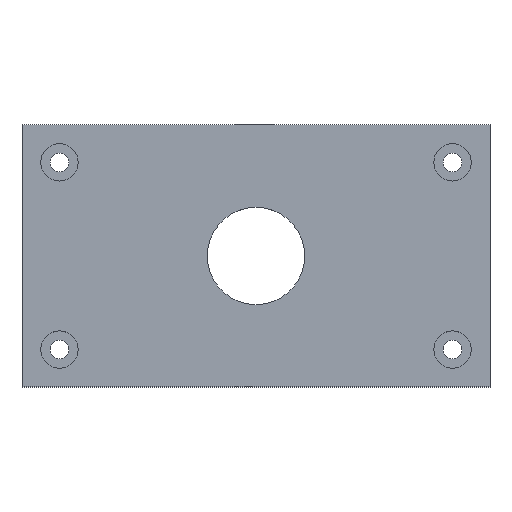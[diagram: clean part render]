
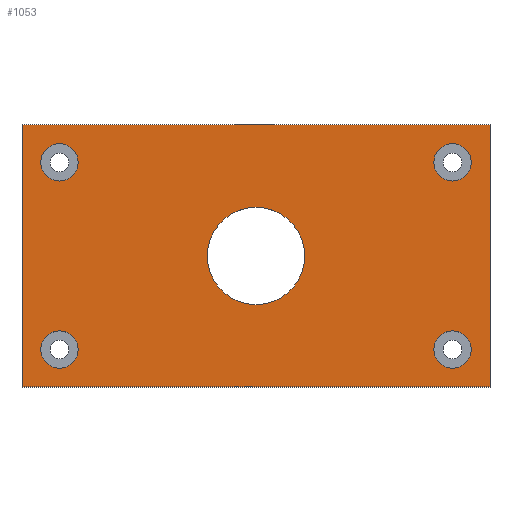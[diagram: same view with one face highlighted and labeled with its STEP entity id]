
A CAD part, top view. The second image highlights one B-rep face of the part: STEP entity #1053.
In plain terms, the highlighted planar face has unit normal (0, 0, 1).
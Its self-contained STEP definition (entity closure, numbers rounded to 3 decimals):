
#711=CARTESIAN_POINT('POINT51',(0.197,0.,
   0.591));
#712=VERTEX_POINT('VERTEX51',#711);
#720=CARTESIAN_POINT('POINT52',(-0.197,0.,0.591));
#721=VERTEX_POINT('VERTEX52',#720);
#728=CARTESIAN_POINT('POS79',(0.,0.,0.591));
#729=DIRECTION('DIR117',(0.,0.,-1.));
#730=DIRECTION('DIR118',(1.,0.,0.));
#731=AXIS2_PLACEMENT_3D('AXIS39',#728,#729,#730);
#732=CIRCLE('ELLIPSE20',#731,0.197);
#733=EDGE_CURVE('EDGE71',#712,#721,#732,.T.);
#744=EDGE_CURVE('EDGE72',#721,#712,#732,.T.);
#751=CARTESIAN_POINT('POINT53',(-3.937,0.,
   0.591));
#752=VERTEX_POINT('VERTEX53',#751);
#760=CARTESIAN_POINT('POINT54',(-4.331,0.,0.591));
#761=VERTEX_POINT('VERTEX54',#760);
#768=CARTESIAN_POINT('POS83',(-4.134,0.,0.591));
#769=DIRECTION('DIR123',(0.,0.,-1.));
#770=DIRECTION('DIR124',(1.,0.,0.));
#771=AXIS2_PLACEMENT_3D('AXIS41',#768,#769,#770);
#772=CIRCLE('ELLIPSE21',#771,0.197);
#773=EDGE_CURVE('EDGE75',#752,#761,#772,.T.);
#784=EDGE_CURVE('EDGE76',#761,#752,#772,.T.);
#791=CARTESIAN_POINT('POINT55',(-3.937,-1.969,
   0.591));
#792=VERTEX_POINT('VERTEX55',#791);
#800=CARTESIAN_POINT('POINT56',(-4.331,-1.969,
   0.591));
#801=VERTEX_POINT('VERTEX56',#800);
#808=CARTESIAN_POINT('POS87',(-4.134,-1.969,
   0.591));
#809=DIRECTION('DIR129',(0.,0.,-1.));
#810=DIRECTION('DIR130',(1.,0.,0.));
#811=AXIS2_PLACEMENT_3D('AXIS43',#808,#809,#810);
#812=CIRCLE('ELLIPSE22',#811,0.197);
#813=EDGE_CURVE('EDGE79',#792,#801,#812,.T.);
#824=EDGE_CURVE('EDGE80',#801,#792,#812,.T.);
#834=CARTESIAN_POINT('POINT57',(-4.528,0.394,
   0.591));
#835=VERTEX_POINT('VERTEX57',#834);
#842=CARTESIAN_POINT('POINT58',(0.394,0.394,0.591)
   );
#843=VERTEX_POINT('VERTEX58',#842);
#844=CARTESIAN_POINT('POS90',(0.197,0.394,0.591))
   ;
#845=DIRECTION('DIR134',(1.,0.,0.));
#846=VECTOR('VEC46',#845,1.);
#847=LINE('STRAIGHT46',#844,#846);
#848=EDGE_CURVE('EDGE82',#835,#843,#847,.T.);
#868=CARTESIAN_POINT('POINT59',(0.394,-2.362,
   0.591));
#869=VERTEX_POINT('VERTEX59',#868);
#870=CARTESIAN_POINT('POS93',(0.394,-1.181,0.591)
   );
#871=DIRECTION('DIR138',(0.,-1.,0.));
#872=VECTOR('VEC48',#871,1.);
#873=LINE('STRAIGHT48',#870,#872);
#874=EDGE_CURVE('EDGE84',#843,#869,#873,.T.);
#892=CARTESIAN_POINT('POINT60',(-4.528,-2.362,
   0.591));
#893=VERTEX_POINT('VERTEX60',#892);
#894=CARTESIAN_POINT('POS96',(-2.264,-2.362,
   0.591));
#895=DIRECTION('DIR142',(-1.,0.,0.));
#896=VECTOR('VEC50',#895,1.);
#897=LINE('STRAIGHT50',#894,#896);
#898=EDGE_CURVE('EDGE86',#869,#893,#897,.T.);
#916=CARTESIAN_POINT('POS99',(-4.528,0.197,
   0.591));
#917=DIRECTION('DIR146',(0.,1.,0.));
#918=VECTOR('VEC52',#917,1.);
#919=LINE('STRAIGHT52',#916,#918);
#920=EDGE_CURVE('EDGE88',#893,#835,#919,.T.);
#931=CARTESIAN_POINT('POINT61',(-2.579,-0.984,
   0.591));
#932=VERTEX_POINT('VERTEX61',#931);
#939=CARTESIAN_POINT('POINT62',(-1.555,-0.984,
   0.591));
#940=VERTEX_POINT('VERTEX62',#939);
#941=CARTESIAN_POINT('POS102',(-2.067,-0.984,
   0.591));
#942=DIRECTION('DIR150',(0.,0.,-1.));
#943=DIRECTION('DIR151',(-1.,0.,0.));
#944=AXIS2_PLACEMENT_3D('AXIS49',#941,#942,#943);
#945=CIRCLE('ELLIPSE23',#944,0.512);
#946=EDGE_CURVE('EDGE90',#932,#940,#945,.F.);
#966=EDGE_CURVE('EDGE92',#940,#932,#945,.F.);
#1011=ORIENTED_EDGE('COEDGE179',*,*,#966,.F.);
#1012=ORIENTED_EDGE('COEDGE180',*,*,#946,.F.);
#1013=EDGE_LOOP('NONE',(#1011,#1012));
#1014=FACE_BOUND('LOOP1',#1013,.T.);
#1015=ORIENTED_EDGE('COEDGE181',*,*,#920,.F.);
#1016=ORIENTED_EDGE('COEDGE182',*,*,#898,.F.);
#1017=ORIENTED_EDGE('COEDGE183',*,*,#874,.F.);
#1018=ORIENTED_EDGE('COEDGE184',*,*,#848,.F.);
#1019=EDGE_LOOP('NONE',(#1015,#1016,#1017,#1018));
#1020=FACE_BOUND('LOOP1',#1019,.T.);
#1021=ORIENTED_EDGE('COEDGE185',*,*,#824,.T.);
#1022=ORIENTED_EDGE('COEDGE186',*,*,#813,.T.);
#1023=EDGE_LOOP('NONE',(#1021,#1022));
#1024=FACE_BOUND('LOOP1',#1023,.T.);
#1025=ORIENTED_EDGE('COEDGE187',*,*,#784,.T.);
#1026=ORIENTED_EDGE('COEDGE188',*,*,#773,.T.);
#1027=EDGE_LOOP('NONE',(#1025,#1026));
#1028=FACE_BOUND('LOOP1',#1027,.T.);
#1029=ORIENTED_EDGE('COEDGE189',*,*,#744,.T.);
#1030=ORIENTED_EDGE('COEDGE190',*,*,#733,.T.);
#1031=EDGE_LOOP('NONE',(#1029,#1030));
#1032=FACE_BOUND('LOOP1',#1031,.T.);
#1033=CARTESIAN_POINT('POINT65',(-0.197,-1.969,
   0.591));
#1034=VERTEX_POINT('VERTEX65',#1033);
#1035=CARTESIAN_POINT('POINT66',(0.197,-1.969,
   0.591));
#1036=VERTEX_POINT('VERTEX66',#1035);
#1037=CARTESIAN_POINT('POS109',(0.,-1.969,0.591));
#1038=DIRECTION('DIR161',(0.,0.,-1.));
#1039=DIRECTION('DIR162',(1.,0.,0.));
#1040=AXIS2_PLACEMENT_3D('AXIS53',#1037,#1038,#1039);
#1041=CIRCLE('ELLIPSE25',#1040,0.197);
#1042=EDGE_CURVE('EDGE97',#1034,#1036,#1041,.T.);
#1043=ORIENTED_EDGE('COEDGE191',*,*,#1042,.T.);
#1044=EDGE_CURVE('EDGE98',#1036,#1034,#1041,.T.);
#1045=ORIENTED_EDGE('COEDGE192',*,*,#1044,.T.);
#1046=EDGE_LOOP('NONE',(#1043,#1045));
#1047=FACE_BOUND('LOOP1',#1046,.T.);
#1048=CARTESIAN_POINT('POS110',(0.,0.,0.591));
#1049=DIRECTION('DIR163',(0.,0.,1.));
#1050=DIRECTION('DIR164',(1.,0.,0.));
#1051=AXIS2_PLACEMENT_3D('AXIS54',#1048,#1049,#1050);
#1052=PLANE('PLANE17',#1051);
#1053=ADVANCED_FACE('FACE37',(#1014,#1020,#1024,#1028,#1032,#1047),#1052
   ,.T.);
